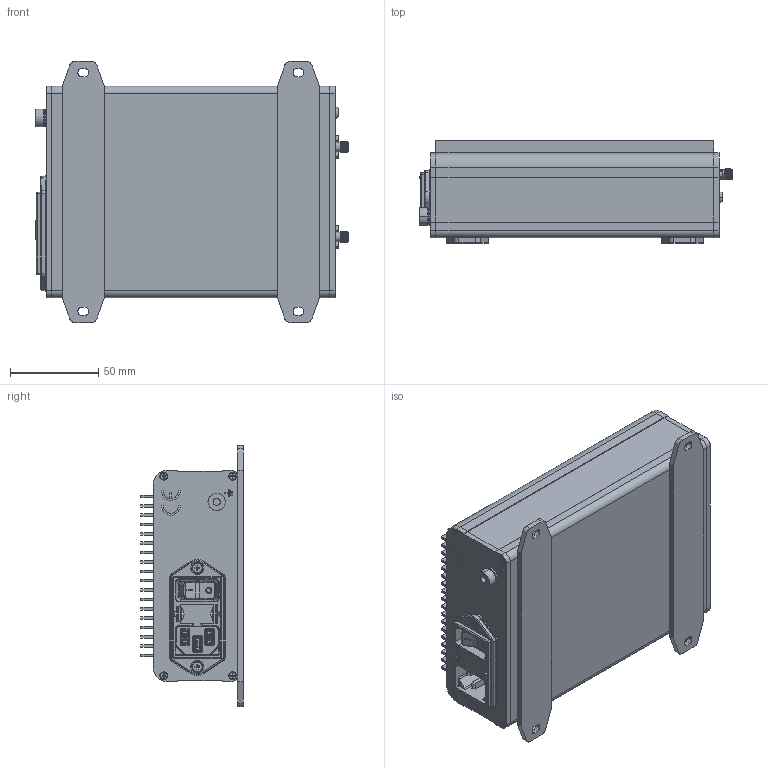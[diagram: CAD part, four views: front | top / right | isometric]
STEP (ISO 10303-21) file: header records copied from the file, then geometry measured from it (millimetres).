
FILE_DESCRIPTION (( 'STEP AP214' ), '1' );
FILE_NAME ('FMAM63030_3D.step', '2023-05-24T13:54:26', ( '' ), ( '' ), 'SwSTEP 2.0', 'SolidWorks 2022', '' );
FILE_SCHEMA (( 'AUTOMOTIVE_DESIGN' ));
Length unit declared in the file: millimetre
Products named in the file (10): PE15A63030_mtg strip^FMAM63030; FMAM63030_3D; ESD LABEL^FMAM63030; Logo Label - an Infinite brand^FMAM63030_Fairview; PE15A63030_chassis^FMAM63030; countersunk flat head cross recess screw_din_DIN EN ISO 7046-1 - M2 x 12 - Z - 12N; PE45573^FMAM63030; pwr entry mod schurter DD14-XXXXX-1XX11-1100^FMAM63030; socket head cap screw 4762_din_EN ISO 4762 M2 x 8 - 8N; countersunk flat head cross recess screw_din_DIN EN ISO 7046-1 - M3 x 10 - Z - 10N
Assembly tree (26 placements, depth 2):
  FMAM63030_3D
    PE15A63030_chassis^FMAM63030
    PE15A63030_mtg strip^FMAM63030  x2
    countersunk flat head cross recess screw_din_DIN EN ISO 7046-1 - M2 x 12 - Z - 12N  x12
    PE45573^FMAM63030  x2
    pwr entry mod schurter DD14-XXXXX-1XX11-1100^FMAM63030
    countersunk flat head cross recess screw_din_DIN EN ISO 7046-1 - M3 x 10 - Z - 10N  x2
    ESD LABEL^FMAM63030
    Logo Label - an Infinite brand^FMAM63030_Fairview
    socket head cap screw 4762_din_EN ISO 4762 M2 x 8 - 8N  x4
Bounding box: 177.8 x 58 x 148 mm (x, y, z)
Volume: 413202.5 mm3; surface area: 210197.6 mm2
Topology: 30 solids, 32 shells, 3093 faces, 7948 edges, 5048 vertices
Faces by surface type: plane 1814, cylinder 468, bspline 411, cone 308, torus 80, sphere 12
Entity records: 100091 total; most frequent: CARTESIAN_POINT 28065, ORIENTED_EDGE 12532, DIRECTION 10207, EDGE_CURVE 6266, VECTOR 4449, LINE 4449, VERTEX_POINT 4074, AXIS2_PLACEMENT_3D 2879
